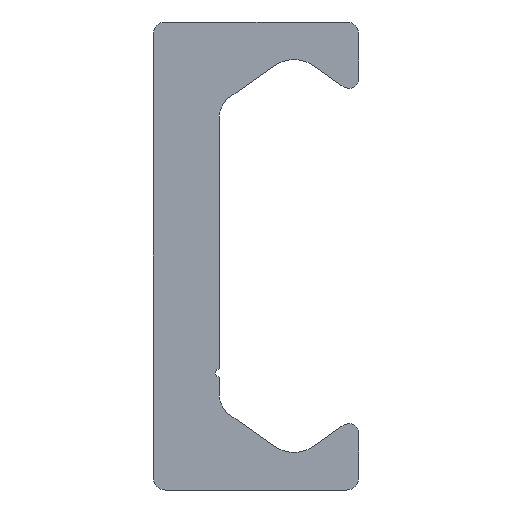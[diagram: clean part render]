
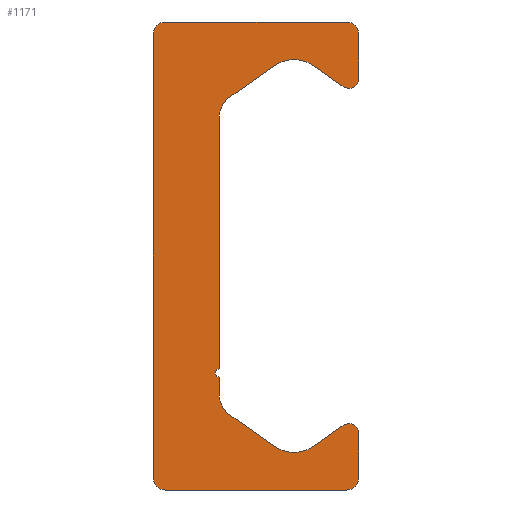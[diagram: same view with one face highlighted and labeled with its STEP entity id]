
A CAD part, left-side view. The second image highlights one B-rep face of the part: STEP entity #1171.
In plain terms, the highlighted planar face has unit normal (-1, 0, 0).
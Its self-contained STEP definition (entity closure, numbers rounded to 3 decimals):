
#424=CARTESIAN_POINT('',(0.0,5.4,-14.));
#425=VERTEX_POINT('',#424);
#432=CARTESIAN_POINT('',(0.0,6.15,-13.25));
#433=VERTEX_POINT('',#432);
#434=CARTESIAN_POINT('',(0.0,5.4,-13.25));
#435=DIRECTION('',(1.0,0.0,0.0));
#436=DIRECTION('',(0.0,0.0,-1.0));
#437=AXIS2_PLACEMENT_3D('',#434,#435,#436);
#438=CIRCLE('',#437,0.75);
#439=EDGE_CURVE('',#425,#433,#438,.T.);
#463=CARTESIAN_POINT('',(0.0,-5.4,-14.));
#464=VERTEX_POINT('',#463);
#471=CARTESIAN_POINT('',(0.0,-5.4,-14.));
#472=DIRECTION('',(0.0,1.0,0.0));
#473=VECTOR('',#472,10.8);
#474=LINE('',#471,#473);
#475=EDGE_CURVE('',#464,#425,#474,.T.);
#495=CARTESIAN_POINT('',(0.0,-6.15,-13.25));
#496=VERTEX_POINT('',#495);
#503=CARTESIAN_POINT('',(0.0,-5.4,-13.25));
#504=DIRECTION('',(1.0,0.0,0.0));
#505=DIRECTION('',(0.0,-1.0,0.0));
#506=AXIS2_PLACEMENT_3D('',#503,#504,#505);
#507=CIRCLE('',#506,0.75);
#508=EDGE_CURVE('',#496,#464,#507,.T.);
#527=CARTESIAN_POINT('',(0.0,-6.15,-10.63));
#528=VERTEX_POINT('',#527);
#535=CARTESIAN_POINT('',(0.0,-6.15,-10.63));
#536=DIRECTION('',(0.0,0.0,-1.0));
#537=VECTOR('',#536,2.62);
#538=LINE('',#535,#537);
#539=EDGE_CURVE('',#528,#496,#538,.T.);
#559=CARTESIAN_POINT('',(0.0,-5.206,-10.139));
#560=VERTEX_POINT('',#559);
#567=CARTESIAN_POINT('',(0.0,-5.55,-10.63));
#568=DIRECTION('',(1.0,0.0,0.0));
#569=DIRECTION('',(0.0,0.574,0.819));
#570=AXIS2_PLACEMENT_3D('',#567,#568,#569);
#571=CIRCLE('',#570,0.6);
#572=EDGE_CURVE('',#560,#528,#571,.T.);
#591=CARTESIAN_POINT('',(0.0,-3.417,-11.391));
#592=VERTEX_POINT('',#591);
#599=CARTESIAN_POINT('',(0.0,-3.417,-11.391));
#600=DIRECTION('',(0.0,-0.819,0.574));
#601=VECTOR('',#600,2.184);
#602=LINE('',#599,#601);
#603=EDGE_CURVE('',#592,#560,#602,.T.);
#623=CARTESIAN_POINT('',(0.0,-1.123,-11.391));
#624=VERTEX_POINT('',#623);
#631=CARTESIAN_POINT('',(0.0,-2.27,-9.753));
#632=DIRECTION('',(-1.0,0.0,0.0));
#633=DIRECTION('',(0.0,0.574,0.819));
#634=AXIS2_PLACEMENT_3D('',#631,#632,#633);
#635=CIRCLE('',#634,2.0);
#636=EDGE_CURVE('',#624,#592,#635,.T.);
#655=CARTESIAN_POINT('',(0.0,1.56,-9.512));
#656=VERTEX_POINT('',#655);
#663=CARTESIAN_POINT('',(0.0,1.56,-9.512));
#664=DIRECTION('',(0.0,-0.819,-0.574));
#665=VECTOR('',#664,3.276);
#666=LINE('',#663,#665);
#667=EDGE_CURVE('',#656,#624,#666,.T.);
#687=CARTESIAN_POINT('',(0.0,2.2,-8.283));
#688=VERTEX_POINT('',#687);
#695=CARTESIAN_POINT('',(0.0,0.7,-8.283));
#696=DIRECTION('',(-1.0,0.0,0.0));
#697=DIRECTION('',(0.0,-0.574,0.819));
#698=AXIS2_PLACEMENT_3D('',#695,#696,#697);
#699=CIRCLE('',#698,1.5);
#700=EDGE_CURVE('',#688,#656,#699,.T.);
#719=CARTESIAN_POINT('',(0.0,2.2,-7.25));
#720=VERTEX_POINT('',#719);
#727=CARTESIAN_POINT('',(0.0,2.2,-7.25));
#728=DIRECTION('',(0.0,0.0,-1.0));
#729=VECTOR('',#728,1.033);
#730=LINE('',#727,#729);
#731=EDGE_CURVE('',#720,#688,#730,.T.);
#751=CARTESIAN_POINT('',(0.0,2.2,-6.75));
#752=VERTEX_POINT('',#751);
#759=CARTESIAN_POINT('',(0.0,2.2,-7.));
#760=DIRECTION('',(-1.0,0.0,0.0));
#761=DIRECTION('',(0.0,0.0,1.0));
#762=AXIS2_PLACEMENT_3D('',#759,#760,#761);
#763=CIRCLE('',#762,0.25);
#764=EDGE_CURVE('',#752,#720,#763,.T.);
#783=CARTESIAN_POINT('',(0.0,2.2,8.283));
#784=VERTEX_POINT('',#783);
#791=CARTESIAN_POINT('',(0.0,2.2,8.283));
#792=DIRECTION('',(0.0,0.0,-1.0));
#793=VECTOR('',#792,15.033);
#794=LINE('',#791,#793);
#795=EDGE_CURVE('',#784,#752,#794,.T.);
#830=CARTESIAN_POINT('',(0.0,1.56,9.512));
#831=VERTEX_POINT('',#830);
#838=CARTESIAN_POINT('',(0.0,0.7,8.283));
#839=DIRECTION('',(-1.0,0.0,0.0));
#840=DIRECTION('',(0.0,-1.0,0.0));
#841=AXIS2_PLACEMENT_3D('',#838,#839,#840);
#842=CIRCLE('',#841,1.5);
#843=EDGE_CURVE('',#831,#784,#842,.T.);
#862=CARTESIAN_POINT('',(0.0,-1.123,11.391));
#863=VERTEX_POINT('',#862);
#870=CARTESIAN_POINT('',(0.0,-1.123,11.391));
#871=DIRECTION('',(0.0,0.819,-0.574));
#872=VECTOR('',#871,3.276);
#873=LINE('',#870,#872);
#874=EDGE_CURVE('',#863,#831,#873,.T.);
#894=CARTESIAN_POINT('',(0.0,-3.417,11.391));
#895=VERTEX_POINT('',#894);
#902=CARTESIAN_POINT('',(0.0,-2.27,9.753));
#903=DIRECTION('',(-1.0,0.0,0.0));
#904=DIRECTION('',(0.0,-0.574,-0.819));
#905=AXIS2_PLACEMENT_3D('',#902,#903,#904);
#906=CIRCLE('',#905,2.0);
#907=EDGE_CURVE('',#895,#863,#906,.T.);
#926=CARTESIAN_POINT('',(0.0,-5.206,10.139));
#927=VERTEX_POINT('',#926);
#934=CARTESIAN_POINT('',(0.0,-5.206,10.139));
#935=DIRECTION('',(0.0,0.819,0.574));
#936=VECTOR('',#935,2.184);
#937=LINE('',#934,#936);
#938=EDGE_CURVE('',#927,#895,#937,.T.);
#958=CARTESIAN_POINT('',(0.0,-6.15,10.63));
#959=VERTEX_POINT('',#958);
#966=CARTESIAN_POINT('',(0.0,-5.55,10.63));
#967=DIRECTION('',(1.0,0.0,0.0));
#968=DIRECTION('',(0.0,-1.0,0.0));
#969=AXIS2_PLACEMENT_3D('',#966,#967,#968);
#970=CIRCLE('',#969,0.6);
#971=EDGE_CURVE('',#959,#927,#970,.T.);
#990=CARTESIAN_POINT('',(0.0,-6.15,13.25));
#991=VERTEX_POINT('',#990);
#998=CARTESIAN_POINT('',(0.0,-6.15,13.25));
#999=DIRECTION('',(0.0,0.0,-1.0));
#1000=VECTOR('',#999,2.62);
#1001=LINE('',#998,#1000);
#1002=EDGE_CURVE('',#991,#959,#1001,.T.);
#1022=CARTESIAN_POINT('',(0.0,-5.4,14.));
#1023=VERTEX_POINT('',#1022);
#1030=CARTESIAN_POINT('',(0.0,-5.4,13.25));
#1031=DIRECTION('',(1.0,0.0,0.0));
#1032=DIRECTION('',(0.0,0.0,1.0));
#1033=AXIS2_PLACEMENT_3D('',#1030,#1031,#1032);
#1034=CIRCLE('',#1033,0.75);
#1035=EDGE_CURVE('',#1023,#991,#1034,.T.);
#1054=CARTESIAN_POINT('',(0.0,5.4,14.));
#1055=VERTEX_POINT('',#1054);
#1062=CARTESIAN_POINT('',(0.0,5.4,14.));
#1063=DIRECTION('',(0.0,-1.0,0.0));
#1064=VECTOR('',#1063,10.8);
#1065=LINE('',#1062,#1064);
#1066=EDGE_CURVE('',#1055,#1023,#1065,.T.);
#1086=CARTESIAN_POINT('',(0.0,6.15,13.25));
#1087=VERTEX_POINT('',#1086);
#1094=CARTESIAN_POINT('',(0.0,5.4,13.25));
#1095=DIRECTION('',(1.0,0.0,0.0));
#1096=DIRECTION('',(0.0,1.0,0.0));
#1097=AXIS2_PLACEMENT_3D('',#1094,#1095,#1096);
#1098=CIRCLE('',#1097,0.75);
#1099=EDGE_CURVE('',#1087,#1055,#1098,.T.);
#1117=CARTESIAN_POINT('',(0.0,6.15,-13.25));
#1118=DIRECTION('',(0.0,0.0,1.0));
#1119=VECTOR('',#1118,26.5);
#1120=LINE('',#1117,#1119);
#1121=EDGE_CURVE('',#433,#1087,#1120,.T.);
#1142=CARTESIAN_POINT('',(0.0,1.352,-0.021));
#1143=DIRECTION('',(1.0,0.0,0.0));
#1144=DIRECTION('',(0.0,0.0,-1.0));
#1145=AXIS2_PLACEMENT_3D('',#1142,#1143,#1144);
#1146=PLANE('',#1145);
#1147=ORIENTED_EDGE('',*,*,#1121,.F.);
#1148=ORIENTED_EDGE('',*,*,#439,.F.);
#1149=ORIENTED_EDGE('',*,*,#475,.F.);
#1150=ORIENTED_EDGE('',*,*,#508,.F.);
#1151=ORIENTED_EDGE('',*,*,#539,.F.);
#1152=ORIENTED_EDGE('',*,*,#572,.F.);
#1153=ORIENTED_EDGE('',*,*,#603,.F.);
#1154=ORIENTED_EDGE('',*,*,#636,.F.);
#1155=ORIENTED_EDGE('',*,*,#667,.F.);
#1156=ORIENTED_EDGE('',*,*,#700,.F.);
#1157=ORIENTED_EDGE('',*,*,#731,.F.);
#1158=ORIENTED_EDGE('',*,*,#764,.F.);
#1159=ORIENTED_EDGE('',*,*,#795,.F.);
#1160=ORIENTED_EDGE('',*,*,#843,.F.);
#1161=ORIENTED_EDGE('',*,*,#874,.F.);
#1162=ORIENTED_EDGE('',*,*,#907,.F.);
#1163=ORIENTED_EDGE('',*,*,#938,.F.);
#1164=ORIENTED_EDGE('',*,*,#971,.F.);
#1165=ORIENTED_EDGE('',*,*,#1002,.F.);
#1166=ORIENTED_EDGE('',*,*,#1035,.F.);
#1167=ORIENTED_EDGE('',*,*,#1066,.F.);
#1168=ORIENTED_EDGE('',*,*,#1099,.F.);
#1169=EDGE_LOOP('',(#1147,#1148,#1149,#1150,#1151,#1152,#1153,#1154,#1155,#1156,#1157,#1158,#1159,#1160,#1161,#1162,#1163,#1164,#1165,#1166,#1167,#1168));
#1170=FACE_OUTER_BOUND('',#1169,.T.);
#1171=ADVANCED_FACE('',(#1170),#1146,.F.);
